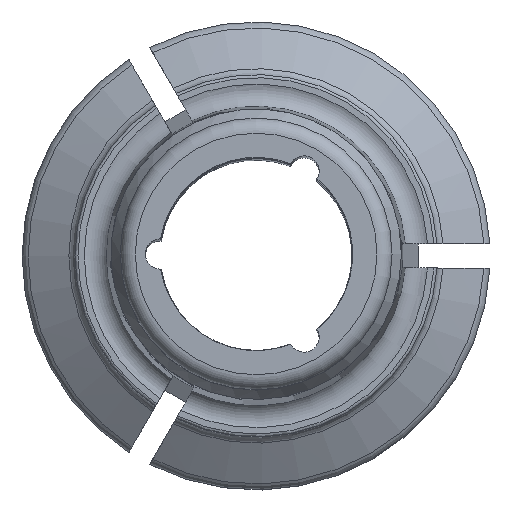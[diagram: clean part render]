
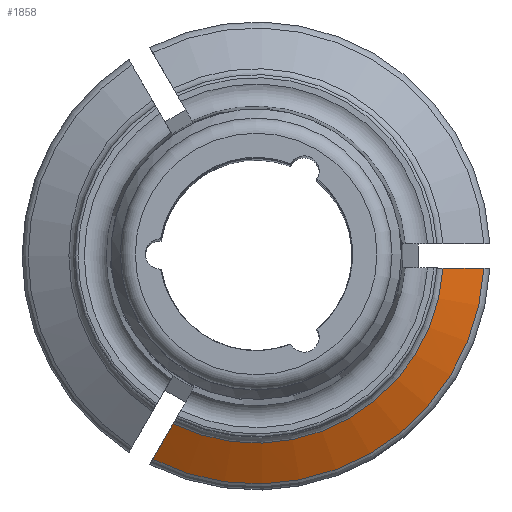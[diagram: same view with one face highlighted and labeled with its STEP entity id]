
A CAD part, top view. The second image highlights one B-rep face of the part: STEP entity #1858.
In plain terms, the highlighted conical face has half-angle 60 degrees and reference radius 6 mm.
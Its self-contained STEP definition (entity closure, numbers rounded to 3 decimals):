
#26=CONICAL_SURFACE('',#1998,6.,1.047);
#89=CIRCLE('',#1909,5247.574);
#143=CIRCLE('',#1999,7.55);
#144=CIRCLE('',#2000,5247.574);
#145=CIRCLE('',#2001,6.2);
#490=ORIENTED_EDGE('',*,*,#765,.F.);
#491=ORIENTED_EDGE('',*,*,#876,.T.);
#492=ORIENTED_EDGE('',*,*,#877,.T.);
#493=ORIENTED_EDGE('',*,*,#878,.T.);
#765=EDGE_CURVE('',#975,#976,#89,.T.);
#876=EDGE_CURVE('',#975,#1056,#143,.T.);
#877=EDGE_CURVE('',#1056,#1057,#144,.T.);
#878=EDGE_CURVE('',#1057,#976,#145,.T.);
#975=VERTEX_POINT('',#2558);
#976=VERTEX_POINT('',#2560);
#1056=VERTEX_POINT('',#2881);
#1057=VERTEX_POINT('',#2883);
#1175=EDGE_LOOP('',(#490,#491,#492,#493));
#1256=FACE_BOUND('',#1175,.T.);
#1858=ADVANCED_FACE('',(#1256),#26,.T.);
#1909=AXIS2_PLACEMENT_3D('',#2559,#2096,#2097);
#1998=AXIS2_PLACEMENT_3D('',#2879,#2304,#2305);
#1999=AXIS2_PLACEMENT_3D('',#2880,#2306,#2307);
#2000=AXIS2_PLACEMENT_3D('',#2882,#2308,#2309);
#2001=AXIS2_PLACEMENT_3D('',#2884,#2310,#2311);
#2096=DIRECTION('',(-0.866,0.5,0.));
#2097=DIRECTION('',(-0.25,-0.433,0.866));
#2304=DIRECTION('',(0.,0.,-1.));
#2305=DIRECTION('',(-1.,0.,0.));
#2306=DIRECTION('',(0.,0.,1.));
#2307=DIRECTION('',(1.,0.,0.));
#2308=DIRECTION('',(0.,-1.,0.));
#2309=DIRECTION('',(0.499,0.,0.866));
#2310=DIRECTION('',(0.,0.,-1.));
#2311=DIRECTION('',(-1.,0.,0.));
#2558=CARTESIAN_POINT('',(-3.423,-6.729,1.805));
#2559=CARTESIAN_POINT('',(1307.124,2263.205,-4544.28));
#2560=CARTESIAN_POINT('',(-2.747,-5.558,2.585));
#2879=CARTESIAN_POINT('',(0.,0.,2.7));
#2880=CARTESIAN_POINT('',(0.,0.,1.805));
#2881=CARTESIAN_POINT('',(7.539,-0.4,1.805));
#2882=CARTESIAN_POINT('',(-2613.556,-0.4,-4544.281));
#2883=CARTESIAN_POINT('',(6.187,-0.4,2.585));
#2884=CARTESIAN_POINT('',(0.,0.,2.585));
